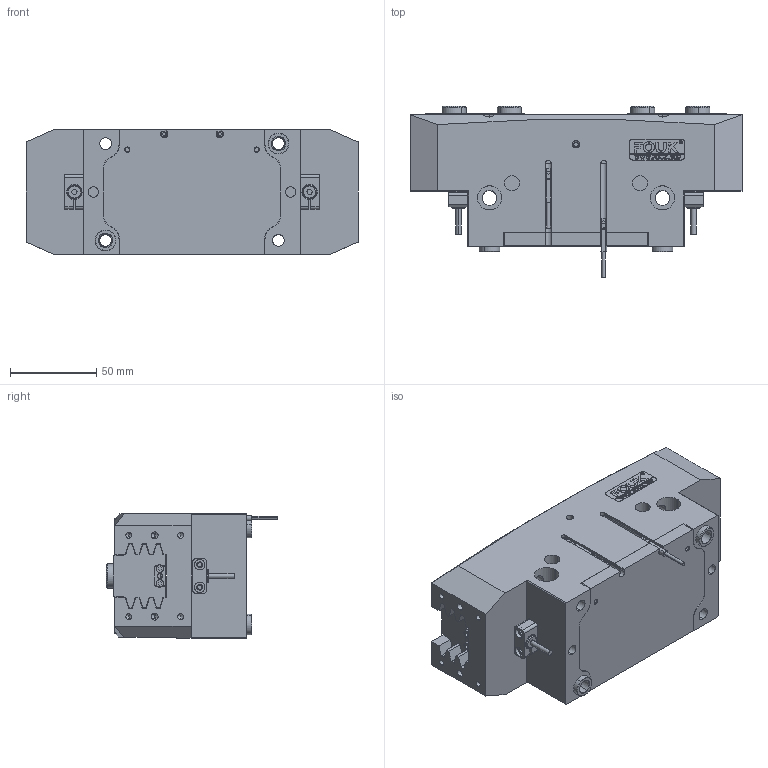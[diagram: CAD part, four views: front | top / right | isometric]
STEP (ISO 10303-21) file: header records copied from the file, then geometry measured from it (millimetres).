
FILE_DESCRIPTION (( 'STEP AP203' ), '1' );
FILE_NAME ('FR72-192-S.STEP', '2025-05-06T08:28:14', ( 'USER-' ), ( 'Microsoft' ), 'SwSTEP 2.0', 'SolidWorks 2018', '' );
FILE_SCHEMA (( 'CONFIG_CONTROL_DESIGN' ));
Length unit declared in the file: millimetre
Products named in the file (14): TRT72-192-MX-05菁裔啣-B; 揤輸蚾饜极; 棠羲換覜ん; TRT72-192-SX-02 喘倛賑輸; TRT72-192-MX-06 笢猾え; 苤覜聆假蚾璃; TRT72-192-MX-01 喘倛褲极; 32x12-R2; ﾏ擎ﾗ14｡ﾁ10｡ﾁ8; FR72-192-S; 电容传感器8x23接近开关; ﾏ擎ﾗ12｡ﾁ8｡ﾁ6; 内六角圆柱头螺钉[GBT70_1-2008][M2.5×8]_M2.5×8; P-GS-T-01 諉輪羲壽標厥釱
Assembly tree (23 placements, depth 3):
  FR72-192-S
    TRT72-192-MX-01 喘倛褲极
    TRT72-192-MX-05菁裔啣-B
    TRT72-192-SX-02 喘倛賑輸  x2
    TRT72-192-MX-06 笢猾え
    揤輸蚾饜极  x2
      内六角圆柱头螺钉[GBT70_1-2008][M2.5×8]_M2.5×8
      苤覜聆假蚾璃
    P-GS-T-01 諉輪羲壽標厥釱  x2
    电容传感器8x23接近开关  x2
    32x12-R2
    ﾏ擎ﾗ14｡ﾁ10｡ﾁ8  x4
    棠羲換覜ん  x2
    ﾏ擎ﾗ12｡ﾁ8｡ﾁ6  x2
Bounding box: 192 x 99.13 x 72 mm (x, y, z)
Volume: 809618.5 mm3; surface area: 162796.6 mm2
Topology: 24 solids, 30 shells, 1320 faces, 3401 edges, 2176 vertices
Faces by surface type: plane 586, cylinder 395, cone 168, bspline 155, torus 16
Entity records: 39461 total; most frequent: CARTESIAN_POINT 12605, ORIENTED_EDGE 5386, DIRECTION 4837, EDGE_CURVE 2693, VERTEX_POINT 1770, LINE 1677, VECTOR 1677, AXIS2_PLACEMENT_3D 1580
